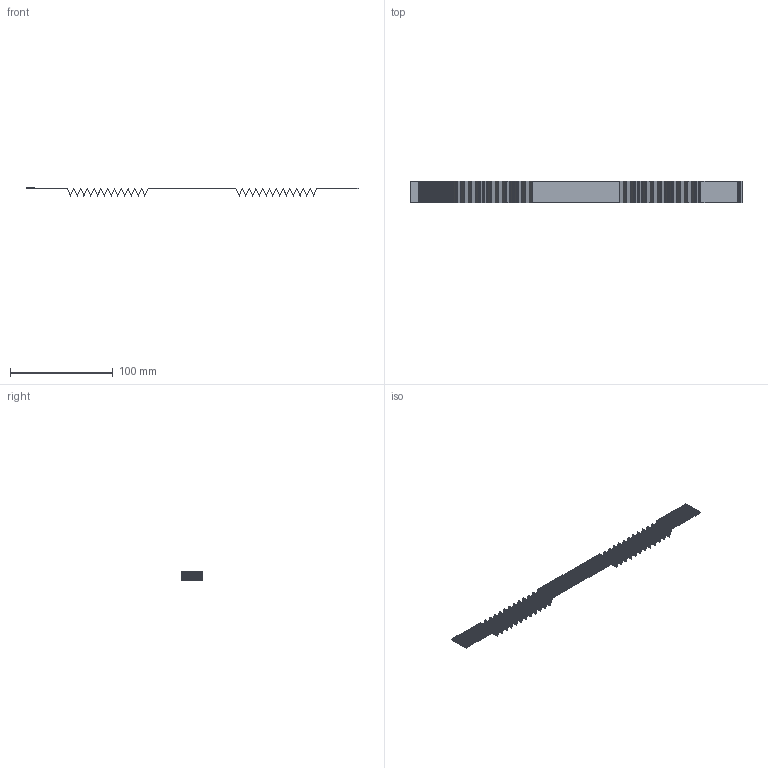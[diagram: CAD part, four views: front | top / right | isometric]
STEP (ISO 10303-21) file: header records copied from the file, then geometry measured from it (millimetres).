
FILE_DESCRIPTION(/* description */ ('Unknown'),/* implementation_level */ '2;1');
FILE_NAME(/* name */ '687740225002',/* time_stamp */ '2021-03-29T09:36:55+02:00',/* author */ ('Unknown'),/* organization */ ('Unknown'),/* preprocessor_version */ 'ST-DEVELOPER v16.7',/* originating_system */ 'DEX',/* authorisation */ $);
FILE_SCHEMA (('AUTOMOTIVE_DESIGN {1 0 10303 214 3 1 1}'));
Products named in the file (1): 6877xx225002
Bounding box: 323.56 x 20.5 x 7.93 mm (x, y, z)
Volume: 1298.1 mm3; surface area: 37240.7 mm2
Topology: 1 solids, 961 shells, 8485 faces, 19521 edges, 12958 vertices
Faces by surface type: plane 8485
Entity records: 292004 total; most frequent: CARTESIAN_POINT 40965, ORIENTED_EDGE 39042, DIRECTION 36493, EDGE_CURVE 19521, LINE 19521, VECTOR 19521, VERTEX_POINT 12958, AXIS2_PLACEMENT_3D 8486
